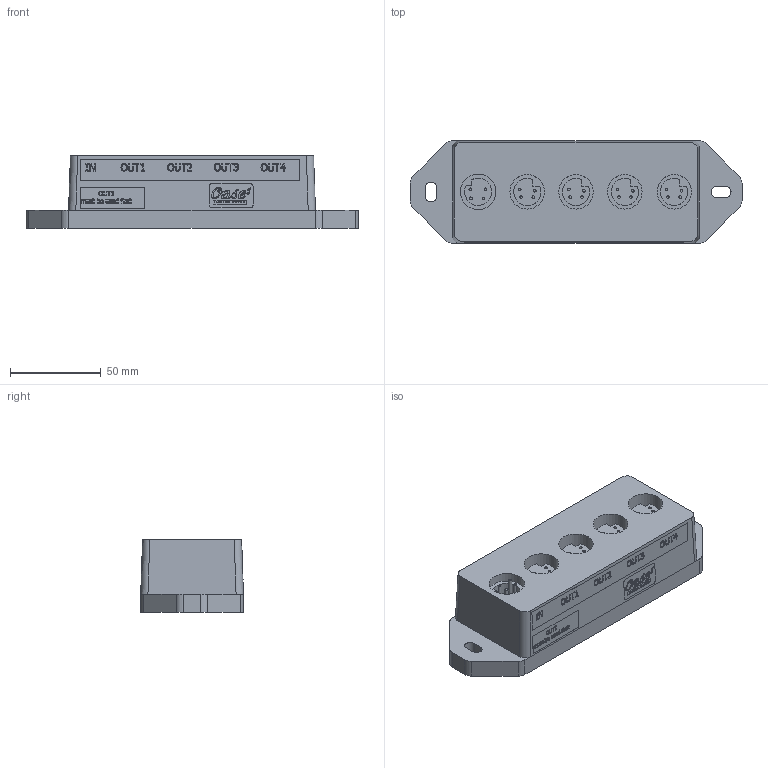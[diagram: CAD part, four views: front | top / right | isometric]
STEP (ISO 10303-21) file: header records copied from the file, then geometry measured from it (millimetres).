
FILE_DESCRIPTION(/* description */ (''),/* implementation_level */ '2;1');
FILE_NAME(/* name */ '56404 Verbindungsbox.stp',/* time_stamp */ '2015-05-18T11:50:32+02:00',/* author */ ('guzb562'),/* organization */ (''),/* preprocessor_version */ 'ST-DEVELOPER v15.6',/* originating_system */ 'Autodesk Inventor 2015',/* authorisation */ '');
FILE_SCHEMA (('AUTOMOTIVE_DESIGN { 1 0 10303 214 3 1 1 }'));
Length unit declared in the file: millimetre
Products named in the file (1): 56404 Verbindungsbox
Bounding box: 183.11 x 56.61 x 40 mm (x, y, z)
Volume: 301391.7 mm3; surface area: 44706.4 mm2
Topology: 1 solids, 1 shells, 904 faces, 2396 edges, 1596 vertices
Faces by surface type: plane 496, bspline 358, cylinder 50
Full cylindrical faces by diameter (mm): 1.4 x1, 1.5 x19, 19 x4, 19.672 x1
Entity records: 30734 total; most frequent: CARTESIAN_POINT 9956, ORIENTED_EDGE 4742, DIRECTION 2849, EDGE_CURVE 2371, VERTEX_POINT 1596, LINE 1555, VECTOR 1555, EDGE_LOOP 1035
